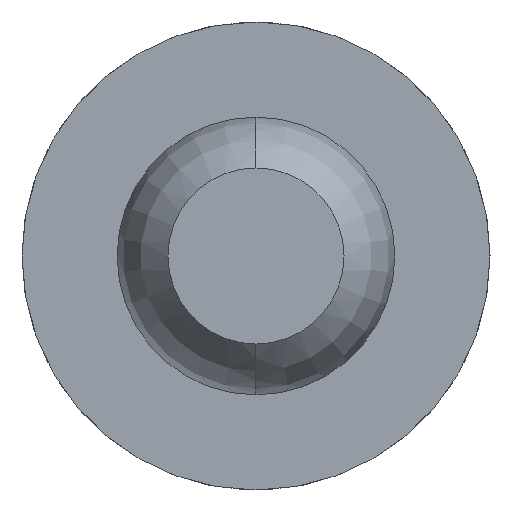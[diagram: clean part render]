
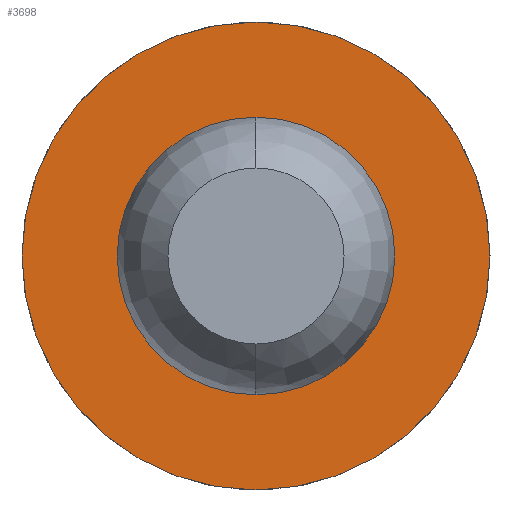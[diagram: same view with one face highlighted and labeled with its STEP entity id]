
A CAD part, front view. The second image highlights one B-rep face of the part: STEP entity #3698.
In plain terms, the highlighted planar face has unit normal (0, -1, 0).
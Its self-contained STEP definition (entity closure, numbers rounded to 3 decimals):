
#254 = CARTESIAN_POINT ( 'NONE',  ( 1.98, 6.4, 0. ) ) ;
#455 = CARTESIAN_POINT ( 'NONE',  ( -1.98, 6.4, 0. ) ) ;
#566 = AXIS2_PLACEMENT_3D ( 'NONE', #1961, #4834, #3645 ) ;
#587 = VERTEX_POINT ( 'NONE', #254 ) ;
#685 = CIRCLE ( 'NONE', #566, 1.98 ) ;
#726 = FACE_OUTER_BOUND ( 'NONE', #3381, .T. ) ;
#864 = EDGE_LOOP ( 'NONE', ( #3827, #3650 ) ) ;
#1189 = AXIS2_PLACEMENT_3D ( 'NONE', #3989, #5199, #2757 ) ;
#1355 = DIRECTION ( 'NONE',  ( 0., -1., 0. ) ) ;
#1434 = AXIS2_PLACEMENT_3D ( 'NONE', #1894, #4761, #1514 ) ;
#1514 = DIRECTION ( 'NONE',  ( -1., 0., 0. ) ) ;
#1821 = CARTESIAN_POINT ( 'NONE',  ( -0.76, 6.4, 0. ) ) ;
#1894 = CARTESIAN_POINT ( 'NONE',  ( 0., 6.4, 0. ) ) ;
#1961 = CARTESIAN_POINT ( 'NONE',  ( 0., 6.4, 0. ) ) ;
#1977 = ORIENTED_EDGE ( 'NONE', *, *, #2261, .T. ) ;
#1985 = EDGE_CURVE ( 'Defeature ausgef�hrt1_34+Defeature ausgef�hrt1_33+Defeature ausgef�hrt1_33+Defeature ausgef�hrt1_33', #2305, #2070, #2959, .T. ) ;
#2031 = DIRECTION ( 'NONE',  ( 0., -1., 0. ) ) ;
#2070 = VERTEX_POINT ( 'NONE', #1821 ) ;
#2261 = EDGE_CURVE ( 'Defeature ausgef�hrt1_33+Defeature ausgef�hrt1_32+Defeature ausgef�hrt1_32+Defeature ausgef�hrt1_32', #4715, #587, #3915, .T. ) ;
#2297 = AXIS2_PLACEMENT_3D ( 'NONE', #3787, #1355, #5025 ) ;
#2305 = VERTEX_POINT ( 'NONE', #2771 ) ;
#2757 = DIRECTION ( 'NONE',  ( -1., 0., 0. ) ) ;
#2771 = CARTESIAN_POINT ( 'NONE',  ( 0.76, 6.4, 0. ) ) ;
#2959 = CIRCLE ( 'NONE', #3238, 0.76 ) ;
#3067 = FACE_BOUND ( 'NONE', #864, .T. ) ;
#3238 = AXIS2_PLACEMENT_3D ( 'NONE', #4061, #2031, #4879 ) ;
#3381 = EDGE_LOOP ( 'NONE', ( #1977, #5077 ) ) ;
#3645 = DIRECTION ( 'NONE',  ( -1., 0., 0. ) ) ;
#3650 = ORIENTED_EDGE ( 'NONE', *, *, #1985, .F. ) ;
#3698 = ADVANCED_FACE ( 'Defeature ausgef�hrt1_33', ( #726, #3067 ), #3952, .T. ) ;
#3750 = CIRCLE ( 'NONE', #2297, 0.76 ) ;
#3787 = CARTESIAN_POINT ( 'NONE',  ( 0., 6.4, 0. ) ) ;
#3827 = ORIENTED_EDGE ( 'NONE', *, *, #4813, .F. ) ;
#3915 = CIRCLE ( 'NONE', #1434, 1.98 ) ;
#3952 = PLANE ( 'NONE',  #1189 ) ;
#3989 = CARTESIAN_POINT ( 'NONE',  ( -1.98, 6.4, 0. ) ) ;
#4061 = CARTESIAN_POINT ( 'NONE',  ( 0., 6.4, 0. ) ) ;
#4589 = EDGE_CURVE ( 'Defeature ausgef�hrt1_33+Defeature ausgef�hrt1_32+Defeature ausgef�hrt1_32+Defeature ausgef�hrt1_32', #587, #4715, #685, .T. ) ;
#4715 = VERTEX_POINT ( 'NONE', #455 ) ;
#4761 = DIRECTION ( 'NONE',  ( 0., -1., 0. ) ) ;
#4813 = EDGE_CURVE ( 'Defeature ausgef�hrt1_34+Defeature ausgef�hrt1_33+Defeature ausgef�hrt1_33+Defeature ausgef�hrt1_33', #2070, #2305, #3750, .T. ) ;
#4834 = DIRECTION ( 'NONE',  ( 0., -1., 0. ) ) ;
#4879 = DIRECTION ( 'NONE',  ( -1., 0., 0. ) ) ;
#5025 = DIRECTION ( 'NONE',  ( -1., 0., 0. ) ) ;
#5077 = ORIENTED_EDGE ( 'NONE', *, *, #4589, .T. ) ;
#5199 = DIRECTION ( 'NONE',  ( 0., -1., 0. ) ) ;
